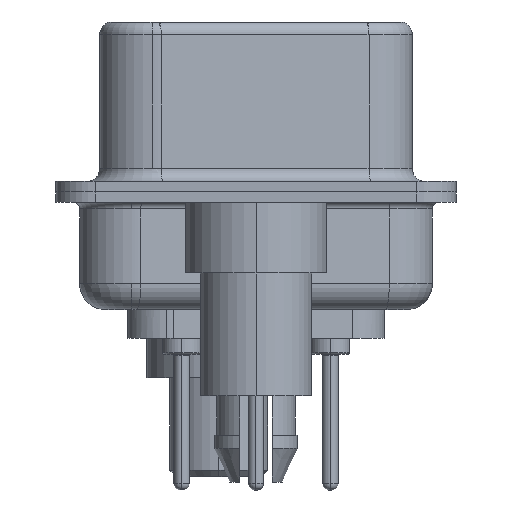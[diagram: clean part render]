
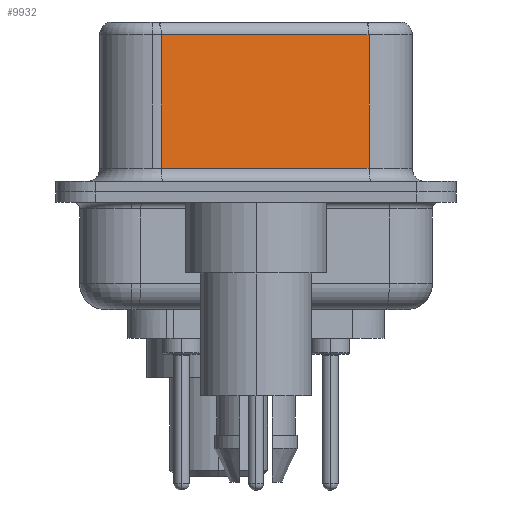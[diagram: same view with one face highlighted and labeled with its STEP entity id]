
A CAD part, left-side view. The second image highlights one B-rep face of the part: STEP entity #9932.
In plain terms, the highlighted planar face has unit normal (-0.985, -0.174, 0).
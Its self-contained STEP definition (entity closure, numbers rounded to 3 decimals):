
#195 = EDGE_CURVE ( 'NONE', #22542, #33436, #6565, .T. ) ;
#237 = VECTOR ( 'NONE', #24130, 1000. ) ;
#1574 = ORIENTED_EDGE ( 'NONE', *, *, #4703, .T. ) ;
#3695 = DIRECTION ( 'NONE',  ( -0.174, 0.985, 0. ) ) ;
#4703 = EDGE_CURVE ( 'NONE', #33436, #30729, #10076, .T. ) ;
#5151 = EDGE_LOOP ( 'NONE', ( #10951, #17581, #28561, #1574 ) ) ;
#6122 = AXIS2_PLACEMENT_3D ( 'NONE', #6266, #27826, #3695 ) ;
#6266 = CARTESIAN_POINT ( 'NONE',  ( 5.132, -4.322, 6.52 ) ) ;
#6565 = LINE ( 'NONE', #27255, #27831 ) ;
#6798 = CARTESIAN_POINT ( 'NONE',  ( 3.73, 3.628, 6.02 ) ) ;
#9159 = DIRECTION ( 'NONE',  ( 0., 0., -1. ) ) ;
#9932 = ADVANCED_FACE ( 'NONE', ( #22399 ), #19711, .F. ) ;
#10076 = LINE ( 'NONE', #23738, #21402 ) ;
#10913 = EDGE_CURVE ( 'NONE', #26820, #22542, #20717, .T. ) ;
#10951 = ORIENTED_EDGE ( 'NONE', *, *, #17471, .F. ) ;
#12467 = CARTESIAN_POINT ( 'NONE',  ( 3.73, 3.628, 0.9 ) ) ;
#13086 = DIRECTION ( 'NONE',  ( 0.174, -0.985, 0. ) ) ;
#14555 = CARTESIAN_POINT ( 'NONE',  ( 5.132, -4.322, 6.02 ) ) ;
#15361 = VECTOR ( 'NONE', #9159, 1000. ) ;
#17471 = EDGE_CURVE ( 'NONE', #26820, #30729, #19113, .T. ) ;
#17581 = ORIENTED_EDGE ( 'NONE', *, *, #10913, .T. ) ;
#17664 = CARTESIAN_POINT ( 'NONE',  ( 5.132, -4.322, 6.52 ) ) ;
#19113 = LINE ( 'NONE', #17664, #15361 ) ;
#19711 = PLANE ( 'NONE',  #6122 ) ;
#20717 = LINE ( 'NONE', #29303, #237 ) ;
#21402 = VECTOR ( 'NONE', #13086, 1000. ) ;
#22399 = FACE_OUTER_BOUND ( 'NONE', #5151, .T. ) ;
#22542 = VERTEX_POINT ( 'NONE', #6798 ) ;
#23738 = CARTESIAN_POINT ( 'NONE',  ( 5.132, -4.322, 0.9 ) ) ;
#24130 = DIRECTION ( 'NONE',  ( -0.174, 0.985, 0. ) ) ;
#24717 = DIRECTION ( 'NONE',  ( 0., 0., -1. ) ) ;
#26820 = VERTEX_POINT ( 'NONE', #14555 ) ;
#27255 = CARTESIAN_POINT ( 'NONE',  ( 3.73, 3.628, 6.52 ) ) ;
#27826 = DIRECTION ( 'NONE',  ( 0.985, 0.174, 0. ) ) ;
#27831 = VECTOR ( 'NONE', #24717, 1000. ) ;
#28561 = ORIENTED_EDGE ( 'NONE', *, *, #195, .T. ) ;
#29303 = CARTESIAN_POINT ( 'NONE',  ( 5.132, -4.322, 6.02 ) ) ;
#30729 = VERTEX_POINT ( 'NONE', #32007 ) ;
#32007 = CARTESIAN_POINT ( 'NONE',  ( 5.132, -4.322, 0.9 ) ) ;
#33436 = VERTEX_POINT ( 'NONE', #12467 ) ;
